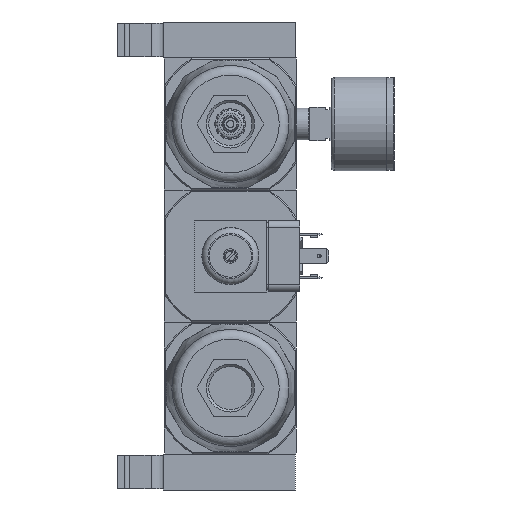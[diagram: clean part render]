
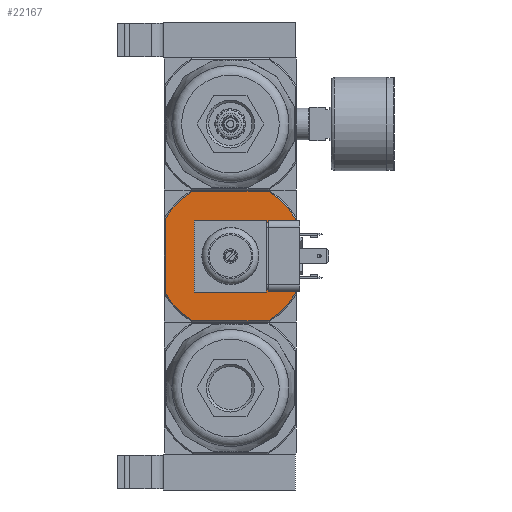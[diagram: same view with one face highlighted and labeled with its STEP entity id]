
A CAD part, front view. The second image highlights one B-rep face of the part: STEP entity #22167.
In plain terms, the highlighted planar face has unit normal (0, -1, 0).
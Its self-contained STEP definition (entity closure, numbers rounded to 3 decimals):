
#1812=CIRCLE('',#30783,6.579);
#1813=CIRCLE('',#30784,31.25);
#1814=CIRCLE('',#30785,31.25);
#1815=CIRCLE('',#30786,31.25);
#1816=CIRCLE('',#30787,31.25);
#5174=ORIENTED_EDGE('',*,*,#10146,.F.);
#5175=ORIENTED_EDGE('',*,*,#10147,.T.);
#5176=ORIENTED_EDGE('',*,*,#10148,.F.);
#5177=ORIENTED_EDGE('',*,*,#10142,.T.);
#5178=ORIENTED_EDGE('',*,*,#10149,.F.);
#5179=ORIENTED_EDGE('',*,*,#10150,.F.);
#5180=ORIENTED_EDGE('',*,*,#10151,.F.);
#5181=ORIENTED_EDGE('',*,*,#10152,.F.);
#5182=ORIENTED_EDGE('',*,*,#10153,.F.);
#10142=EDGE_CURVE('',#12900,#12901,#14723,.T.);
#10146=EDGE_CURVE('',#12904,#12904,#1812,.T.);
#10147=EDGE_CURVE('',#12905,#12906,#14725,.T.);
#10148=EDGE_CURVE('',#12900,#12906,#1813,.T.);
#10149=EDGE_CURVE('',#12907,#12901,#1814,.T.);
#10150=EDGE_CURVE('',#12908,#12907,#14726,.T.);
#10151=EDGE_CURVE('',#12909,#12908,#1815,.T.);
#10152=EDGE_CURVE('',#12910,#12909,#14727,.T.);
#10153=EDGE_CURVE('',#12905,#12910,#1816,.T.);
#12900=VERTEX_POINT('',#42598);
#12901=VERTEX_POINT('',#42599);
#12904=VERTEX_POINT('',#42613);
#12905=VERTEX_POINT('',#42615);
#12906=VERTEX_POINT('',#42616);
#12907=VERTEX_POINT('',#42619);
#12908=VERTEX_POINT('',#42621);
#12909=VERTEX_POINT('',#42623);
#12910=VERTEX_POINT('',#42625);
#14723=LINE('',#42597,#16322);
#14725=LINE('',#42614,#16324);
#14726=LINE('',#42620,#16325);
#14727=LINE('',#42624,#16326);
#16322=VECTOR('',#34984,1000.);
#16324=VECTOR('',#34990,1000.);
#16325=VECTOR('',#34995,1000.);
#16326=VECTOR('',#34998,1000.);
#18090=EDGE_LOOP('',(#5174));
#18091=EDGE_LOOP('',(#5175,#5176,#5177,#5178,#5179,#5180,#5181,#5182));
#19836=FACE_BOUND('',#18090,.T.);
#19837=FACE_BOUND('',#18091,.T.);
#21109=PLANE('',#30782);
#22167=ADVANCED_FACE('',(#19836,#19837),#21109,.F.);
#30782=AXIS2_PLACEMENT_3D('',#42611,#34986,#34987);
#30783=AXIS2_PLACEMENT_3D('',#42612,#34988,#34989);
#30784=AXIS2_PLACEMENT_3D('',#42617,#34991,#34992);
#30785=AXIS2_PLACEMENT_3D('',#42618,#34993,#34994);
#30786=AXIS2_PLACEMENT_3D('',#42622,#34996,#34997);
#30787=AXIS2_PLACEMENT_3D('',#42626,#34999,#35000);
#34984=DIRECTION('',(0.,0.,-1.));
#34986=DIRECTION('',(0.,1.,0.));
#34987=DIRECTION('',(0.,0.,1.));
#34988=DIRECTION('',(0.,-1.,0.));
#34989=DIRECTION('',(0.,0.,-1.));
#34990=DIRECTION('',(-1.,0.,0.));
#34991=DIRECTION('',(0.,1.,0.));
#34992=DIRECTION('',(-1.,0.,0.));
#34993=DIRECTION('',(0.,1.,0.));
#34994=DIRECTION('',(-1.,0.,0.));
#34995=DIRECTION('',(-1.,0.,0.));
#34996=DIRECTION('',(0.,1.,0.));
#34997=DIRECTION('',(-1.,0.,0.));
#34998=DIRECTION('',(0.,0.,-1.));
#34999=DIRECTION('',(0.,1.,0.));
#35000=DIRECTION('',(-1.,0.,0.));
#42597=CARTESIAN_POINT('',(-27.,-27.5,27.5));
#42598=CARTESIAN_POINT('',(-27.,-27.5,15.734));
#42599=CARTESIAN_POINT('',(-27.,-27.5,-15.734));
#42611=CARTESIAN_POINT('',(-27.,-27.5,27.5));
#42612=CARTESIAN_POINT('',(0.,-27.5,0.));
#42613=CARTESIAN_POINT('',(0.,-27.5,-6.579));
#42614=CARTESIAN_POINT('',(27.5,-27.5,27.));
#42615=CARTESIAN_POINT('',(15.734,-27.5,27.));
#42616=CARTESIAN_POINT('',(-15.734,-27.5,27.));
#42617=CARTESIAN_POINT('',(0.,-27.5,0.));
#42618=CARTESIAN_POINT('',(0.,-27.5,0.));
#42619=CARTESIAN_POINT('',(-15.734,-27.5,-27.));
#42620=CARTESIAN_POINT('',(27.5,-27.5,-27.));
#42621=CARTESIAN_POINT('',(15.734,-27.5,-27.));
#42622=CARTESIAN_POINT('',(0.,-27.5,0.));
#42623=CARTESIAN_POINT('',(27.,-27.5,-15.734));
#42624=CARTESIAN_POINT('',(27.,-27.5,27.5));
#42625=CARTESIAN_POINT('',(27.,-27.5,15.734));
#42626=CARTESIAN_POINT('',(0.,-27.5,0.));
